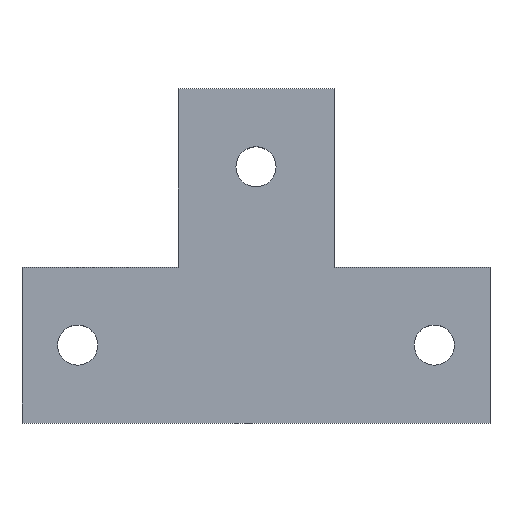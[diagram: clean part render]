
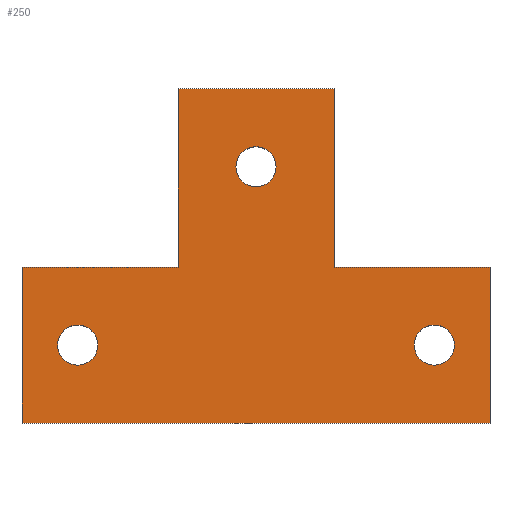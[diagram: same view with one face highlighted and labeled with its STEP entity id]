
A CAD part, top view. The second image highlights one B-rep face of the part: STEP entity #250.
In plain terms, the highlighted planar face has unit normal (0, 0, 1).
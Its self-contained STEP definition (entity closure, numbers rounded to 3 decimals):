
#17=LINE('',#359,#41);
#20=LINE('',#365,#44);
#23=LINE('',#371,#47);
#26=LINE('',#377,#50);
#29=LINE('',#383,#53);
#32=LINE('',#389,#56);
#35=LINE('',#395,#59);
#38=LINE('',#399,#62);
#41=VECTOR('',#296,35.);
#44=VECTOR('',#301,40.);
#47=VECTOR('',#306,35.);
#50=VECTOR('',#311,40.);
#53=VECTOR('',#316,35.);
#56=VECTOR('',#321,35.);
#59=VECTOR('',#326,105.);
#62=VECTOR('',#331,35.);
#72=PLANE('',#271);
#79=FACE_BOUND('',#114,.T.);
#80=FACE_BOUND('',#115,.T.);
#81=FACE_BOUND('',#116,.T.);
#94=FACE_OUTER_BOUND('',#113,.T.);
#113=EDGE_LOOP('',(#224,#225,#226,#227,#228,#229,#230,#231));
#114=EDGE_LOOP('',(#232));
#115=EDGE_LOOP('',(#233));
#116=EDGE_LOOP('',(#234));
#117=CIRCLE('',#254,4.5);
#119=CIRCLE('',#257,4.5);
#121=CIRCLE('',#260,4.5);
#123=VERTEX_POINT('',#338);
#125=VERTEX_POINT('',#343);
#127=VERTEX_POINT('',#348);
#131=VERTEX_POINT('',#356);
#132=VERTEX_POINT('',#358);
#134=VERTEX_POINT('',#364);
#136=VERTEX_POINT('',#370);
#138=VERTEX_POINT('',#376);
#140=VERTEX_POINT('',#382);
#142=VERTEX_POINT('',#388);
#144=VERTEX_POINT('',#394);
#145=EDGE_CURVE('',#123,#123,#117,.T.);
#147=EDGE_CURVE('',#125,#125,#119,.T.);
#149=EDGE_CURVE('',#127,#127,#121,.T.);
#153=EDGE_CURVE('',#132,#131,#17,.T.);
#156=EDGE_CURVE('',#134,#132,#20,.T.);
#159=EDGE_CURVE('',#136,#134,#23,.T.);
#162=EDGE_CURVE('',#138,#136,#26,.T.);
#165=EDGE_CURVE('',#140,#138,#29,.T.);
#168=EDGE_CURVE('',#142,#140,#32,.T.);
#171=EDGE_CURVE('',#144,#142,#35,.T.);
#174=EDGE_CURVE('',#131,#144,#38,.T.);
#224=ORIENTED_EDGE('',*,*,#174,.T.);
#225=ORIENTED_EDGE('',*,*,#171,.T.);
#226=ORIENTED_EDGE('',*,*,#168,.T.);
#227=ORIENTED_EDGE('',*,*,#165,.T.);
#228=ORIENTED_EDGE('',*,*,#162,.T.);
#229=ORIENTED_EDGE('',*,*,#159,.T.);
#230=ORIENTED_EDGE('',*,*,#156,.T.);
#231=ORIENTED_EDGE('',*,*,#153,.T.);
#232=ORIENTED_EDGE('',*,*,#145,.T.);
#233=ORIENTED_EDGE('',*,*,#147,.T.);
#234=ORIENTED_EDGE('',*,*,#149,.T.);
#250=ADVANCED_FACE('',(#94,#79,#80,#81),#72,.T.);
#254=AXIS2_PLACEMENT_3D('',#339,#276,#277);
#257=AXIS2_PLACEMENT_3D('',#344,#282,#283);
#260=AXIS2_PLACEMENT_3D('',#349,#288,#289);
#271=AXIS2_PLACEMENT_3D('',#401,#334,#335);
#276=DIRECTION('center_axis',(0.,0.,-1.));
#277=DIRECTION('ref_axis',(-1.,0.,0.));
#282=DIRECTION('center_axis',(0.,0.,-1.));
#283=DIRECTION('ref_axis',(-1.,0.,0.));
#288=DIRECTION('center_axis',(0.,0.,-1.));
#289=DIRECTION('ref_axis',(-1.,0.,0.));
#296=DIRECTION('',(-1.,0.,0.));
#301=DIRECTION('',(0.,-1.,0.));
#306=DIRECTION('',(-1.,0.,0.));
#311=DIRECTION('',(0.,1.,0.));
#316=DIRECTION('',(-1.,0.,0.));
#321=DIRECTION('',(0.,1.,0.));
#326=DIRECTION('',(1.,0.,0.));
#331=DIRECTION('',(0.,-1.,0.));
#334=DIRECTION('center_axis',(0.,0.,1.));
#335=DIRECTION('ref_axis',(1.,0.,0.));
#338=CARTESIAN_POINT('',(57.,57.5,4.5));
#339=CARTESIAN_POINT('Origin',(52.5,57.5,4.5));
#343=CARTESIAN_POINT('',(97.,17.5,4.5));
#344=CARTESIAN_POINT('Origin',(92.5,17.5,4.5));
#348=CARTESIAN_POINT('',(17.,17.5,4.5));
#349=CARTESIAN_POINT('Origin',(12.5,17.5,4.5));
#356=CARTESIAN_POINT('',(0.,35.,4.5));
#358=CARTESIAN_POINT('',(35.,35.,4.5));
#359=CARTESIAN_POINT('',(0.,35.,4.5));
#364=CARTESIAN_POINT('',(35.,75.,4.5));
#365=CARTESIAN_POINT('',(35.,35.,4.5));
#370=CARTESIAN_POINT('',(70.,75.,4.5));
#371=CARTESIAN_POINT('',(35.,75.,4.5));
#376=CARTESIAN_POINT('',(70.,35.,4.5));
#377=CARTESIAN_POINT('',(70.,75.,4.5));
#382=CARTESIAN_POINT('',(105.,35.,4.5));
#383=CARTESIAN_POINT('',(70.,35.,4.5));
#388=CARTESIAN_POINT('',(105.,0.,4.5));
#389=CARTESIAN_POINT('',(105.,35.,4.5));
#394=CARTESIAN_POINT('',(0.,0.,4.5));
#395=CARTESIAN_POINT('',(105.,0.,4.5));
#399=CARTESIAN_POINT('',(0.,0.,4.5));
#401=CARTESIAN_POINT('Origin',(52.5,29.722,4.5));
